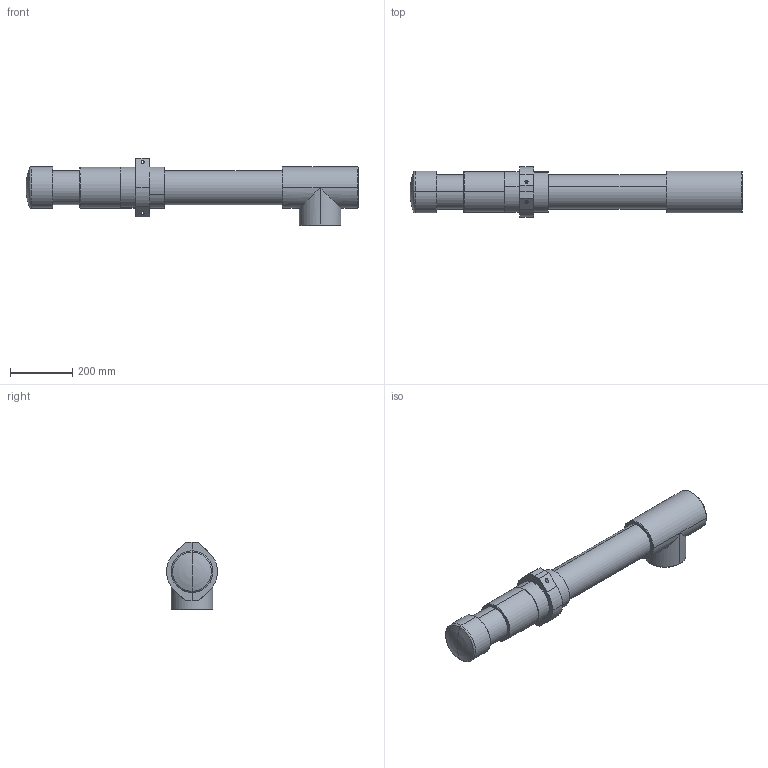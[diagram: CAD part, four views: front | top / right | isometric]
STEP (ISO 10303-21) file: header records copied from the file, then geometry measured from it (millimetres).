
FILE_DESCRIPTION (( 'STEP AP214' ), '1' );
FILE_NAME ('EB-klep 110.STEP', '2018-04-16T12:11:55', ( '' ), ( '' ), 'SwSTEP 2.0', 'SolidWorks 2014', '' );
FILE_SCHEMA (( 'AUTOMOTIVE_DESIGN' ));
Length unit declared in the file: millimetre
Products named in the file (22): EB-klep 110; 3_55_110; 216233-c010; 3_90_110; 216233-c005; 216233-c019; 2_01_110; 216233-c012; 216233-c011; 216233-c020; 19226 DSNU-25-200-P---(A----0-ZR)_HI; DIN-439-B - M22x1_5(F); 19226 DSNU-25-200-P---(A---00--0-KS)_HI; DIN-439-B - M10x1_25(F)_HI; 19226 DSNU-25-200-P-A---(0)_Standard; 3_40_072; 216233-c022; 1_40_100; 216233-c017; 216233-c021; 216233-a020; 3_05_85
Assembly tree (23 placements, depth 4):
  EB-klep 110
    3_55_110
    216233-c010
    3_90_110
    216233-c005
    216233-c019
    2_01_110
    216233-c012  x2
    216233-c011  x2
    216233-c020
    216233-a020
      19226 DSNU-25-200-P-A---(0)_Standard
        19226 DSNU-25-200-P---(A----0-ZR)_HI
        DIN-439-B - M22x1_5(F)
        19226 DSNU-25-200-P---(A---00--0-KS)_HI
        DIN-439-B - M10x1_25(F)_HI
      3_40_072
      216233-c021
        216233-c022
        1_40_100
        216233-c017
    3_05_85
Bounding box: 1067.9 x 164 x 216 mm (x, y, z)
Volume: 5723447.5 mm3; surface area: 1593729.2 mm2
Topology: 22 solids, 22 shells, 502 faces, 1216 edges, 748 vertices
Faces by surface type: cylinder 206, plane 155, torus 59, cone 58, sphere 24
Entity records: 15484 total; most frequent: CARTESIAN_POINT 3383, DIRECTION 2583, ORIENTED_EDGE 2164, AXIS2_PLACEMENT_3D 1095, EDGE_CURVE 1082, VERTEX_POINT 670, CIRCLE 598, EDGE_LOOP 518
